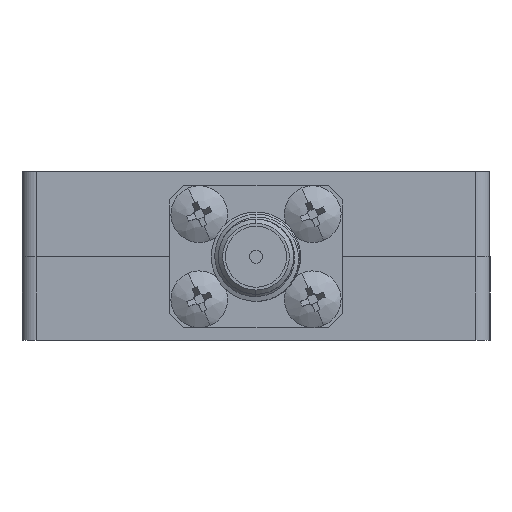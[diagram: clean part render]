
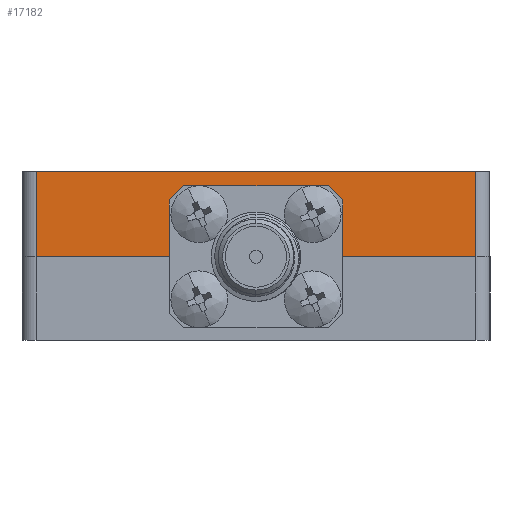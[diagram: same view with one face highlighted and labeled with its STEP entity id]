
A CAD part, left-side view. The second image highlights one B-rep face of the part: STEP entity #17182.
In plain terms, the highlighted planar face has unit normal (-1, 0, 0).
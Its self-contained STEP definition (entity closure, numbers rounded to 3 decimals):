
#157 = EDGE_LOOP ( 'NONE', ( #17628, #41293, #18660, #5550, #48047, #13630, #26799, #20524, #16823, #42872 ) ) ;
#1092 = VECTOR ( 'NONE', #62895, 1000. ) ;
#2886 = CARTESIAN_POINT ( 'NONE',  ( -70.955, 44.084, -2.618 ) ) ;
#3322 = DIRECTION ( 'NONE',  ( 0., -1., 0. ) ) ;
#4120 = VERTEX_POINT ( 'NONE', #62721 ) ;
#4917 = CARTESIAN_POINT ( 'NONE',  ( -70.955, 33.508, -6. ) ) ;
#5269 = CARTESIAN_POINT ( 'NONE',  ( -70.955, -28.46, -5.2 ) ) ;
#5550 = ORIENTED_EDGE ( 'NONE', *, *, #38240, .F. ) ;
#6053 = CARTESIAN_POINT ( 'NONE',  ( -70.955, 64.508, 0. ) ) ;
#6622 = CARTESIAN_POINT ( 'NONE',  ( -70.955, 53.008, -3. ) ) ;
#8401 = DIRECTION ( 'NONE',  ( -1., 0., 0. ) ) ;
#10879 = CARTESIAN_POINT ( 'NONE',  ( -70.955, 52.008, -6. ) ) ;
#11135 = VERTEX_POINT ( 'NONE', #24202 ) ;
#11226 = DIRECTION ( 'NONE',  ( 0., -1., 0. ) ) ;
#11636 = CIRCLE ( 'NONE', #61742, 1. ) ;
#12122 = CARTESIAN_POINT ( 'NONE',  ( -70.955, 64.508, -6. ) ) ;
#12227 = VERTEX_POINT ( 'NONE', #10879 ) ;
#12533 = DIRECTION ( 'NONE',  ( -1., 0., 0. ) ) ;
#12808 = EDGE_CURVE ( 'NONE', #65831, #11135, #22882, .T. ) ;
#13630 = ORIENTED_EDGE ( 'NONE', *, *, #24006, .F. ) ;
#15837 = CIRCLE ( 'NONE', #33275, 1. ) ;
#16526 = FACE_BOUND ( 'NONE', #18129, .T. ) ;
#16823 = ORIENTED_EDGE ( 'NONE', *, *, #12808, .F. ) ;
#17182 = ADVANCED_FACE ( 'NONE', ( #26767, #58129, #16526 ), #42112, .T. ) ;
#17588 = DIRECTION ( 'NONE',  ( 0., 0., 1. ) ) ;
#17628 = ORIENTED_EDGE ( 'NONE', *, *, #21886, .T. ) ;
#17965 = VECTOR ( 'NONE', #43015, 1000. ) ;
#18129 = EDGE_LOOP ( 'NONE', ( #34962, #24982 ) ) ;
#18478 = VECTOR ( 'NONE', #17588, 1000. ) ;
#18554 = CARTESIAN_POINT ( 'NONE',  ( -70.955, 52.084, -2.618 ) ) ;
#18660 = ORIENTED_EDGE ( 'NONE', *, *, #29078, .F. ) ;
#18716 = CARTESIAN_POINT ( 'NONE',  ( -70.955, 52.008, -5.2 ) ) ;
#18977 = EDGE_CURVE ( 'NONE', #11135, #38230, #51531, .T. ) ;
#19458 = EDGE_CURVE ( 'NONE', #23056, #63940, #52792, .T. ) ;
#19568 = ORIENTED_EDGE ( 'NONE', *, *, #57905, .F. ) ;
#20159 = VERTEX_POINT ( 'NONE', #42404 ) ;
#20524 = ORIENTED_EDGE ( 'NONE', *, *, #18977, .F. ) ;
#20550 = LINE ( 'NONE', #50933, #62946 ) ;
#21159 = DIRECTION ( 'NONE',  ( 0., 0., 1. ) ) ;
#21302 = DIRECTION ( 'NONE',  ( -1., 0., 0. ) ) ;
#21856 = CARTESIAN_POINT ( 'NONE',  ( -70.955, 33.508, 0. ) ) ;
#21886 = EDGE_CURVE ( 'NONE', #26469, #63940, #61878, .T. ) ;
#22291 = DIRECTION ( 'NONE',  ( 0., -1., 0. ) ) ;
#22369 = CARTESIAN_POINT ( 'NONE',  ( -70.955, 64.508, 0. ) ) ;
#22882 = LINE ( 'NONE', #53594, #17965 ) ;
#23056 = VERTEX_POINT ( 'NONE', #22369 ) ;
#24006 = EDGE_CURVE ( 'NONE', #62035, #12227, #54858, .T. ) ;
#24202 = CARTESIAN_POINT ( 'NONE',  ( -70.955, 46.008, -6. ) ) ;
#24688 = EDGE_CURVE ( 'NONE', #26469, #65831, #32200, .T. ) ;
#24891 = EDGE_CURVE ( 'NONE', #12227, #28040, #20550, .T. ) ;
#24982 = ORIENTED_EDGE ( 'NONE', *, *, #67171, .F. ) ;
#25817 = EDGE_LOOP ( 'NONE', ( #34195, #19568 ) ) ;
#25893 = VECTOR ( 'NONE', #48234, 1000. ) ;
#26469 = VERTEX_POINT ( 'NONE', #4917 ) ;
#26767 = FACE_OUTER_BOUND ( 'NONE', #157, .T. ) ;
#26799 = ORIENTED_EDGE ( 'NONE', *, *, #52280, .F. ) ;
#27435 = DIRECTION ( 'NONE',  ( -1., 0., 0. ) ) ;
#28040 = VERTEX_POINT ( 'NONE', #56737 ) ;
#28261 = CARTESIAN_POINT ( 'NONE',  ( -70.955, 45.008, -3. ) ) ;
#28932 = AXIS2_PLACEMENT_3D ( 'NONE', #43579, #12533, #32332 ) ;
#29078 = EDGE_CURVE ( 'NONE', #65139, #23056, #48285, .T. ) ;
#32200 = LINE ( 'NONE', #53358, #25893 ) ;
#32202 = DIRECTION ( 'NONE',  ( 0., 0., 1. ) ) ;
#32332 = DIRECTION ( 'NONE',  ( 0., -1., 0. ) ) ;
#32621 = VECTOR ( 'NONE', #61701, 1000. ) ;
#32885 = CARTESIAN_POINT ( 'NONE',  ( -70.955, 64.508, -10. ) ) ;
#33275 = AXIS2_PLACEMENT_3D ( 'NONE', #65369, #8401, #11226 ) ;
#33700 = DIRECTION ( 'NONE',  ( -1., 0., 0. ) ) ;
#33841 = VERTEX_POINT ( 'NONE', #2886 ) ;
#34195 = ORIENTED_EDGE ( 'NONE', *, *, #35663, .F. ) ;
#34962 = ORIENTED_EDGE ( 'NONE', *, *, #37449, .F. ) ;
#35663 = EDGE_CURVE ( 'NONE', #59205, #4120, #15837, .T. ) ;
#36794 = CIRCLE ( 'NONE', #56421, 1. ) ;
#37449 = EDGE_CURVE ( 'NONE', #33841, #20159, #58319, .T. ) ;
#38079 = VECTOR ( 'NONE', #21159, 1000. ) ;
#38230 = VERTEX_POINT ( 'NONE', #43072 ) ;
#38240 = EDGE_CURVE ( 'NONE', #28040, #65139, #57424, .T. ) ;
#39420 = CARTESIAN_POINT ( 'NONE',  ( -70.955, 64.508, -10. ) ) ;
#41121 = LINE ( 'NONE', #5269, #43606 ) ;
#41293 = ORIENTED_EDGE ( 'NONE', *, *, #19458, .F. ) ;
#41355 = DIRECTION ( 'NONE',  ( 0., 1., 0. ) ) ;
#41866 = CARTESIAN_POINT ( 'NONE',  ( -70.955, 52.008, -5.2 ) ) ;
#42112 = PLANE ( 'NONE',  #54245 ) ;
#42404 = CARTESIAN_POINT ( 'NONE',  ( -70.955, 45.932, -3.382 ) ) ;
#42872 = ORIENTED_EDGE ( 'NONE', *, *, #24688, .F. ) ;
#43015 = DIRECTION ( 'NONE',  ( 0., 1., 0. ) ) ;
#43072 = CARTESIAN_POINT ( 'NONE',  ( -70.955, 46.008, -5.2 ) ) ;
#43579 = CARTESIAN_POINT ( 'NONE',  ( -70.955, 45.008, -3. ) ) ;
#43606 = VECTOR ( 'NONE', #57130, 1000. ) ;
#47534 = CARTESIAN_POINT ( 'NONE',  ( -70.955, 64.508, -6. ) ) ;
#48047 = ORIENTED_EDGE ( 'NONE', *, *, #24891, .F. ) ;
#48234 = DIRECTION ( 'NONE',  ( 0., 1., 0. ) ) ;
#48285 = LINE ( 'NONE', #39420, #18478 ) ;
#49753 = VECTOR ( 'NONE', #60654, 1000. ) ;
#50933 = CARTESIAN_POINT ( 'NONE',  ( -70.955, 64.508, -6. ) ) ;
#51531 = LINE ( 'NONE', #63465, #38079 ) ;
#51629 = CARTESIAN_POINT ( 'NONE',  ( -70.955, 33.508, -10. ) ) ;
#52280 = EDGE_CURVE ( 'NONE', #38230, #62035, #41121, .T. ) ;
#52792 = LINE ( 'NONE', #6053, #32621 ) ;
#53358 = CARTESIAN_POINT ( 'NONE',  ( -70.955, 64.508, -6. ) ) ;
#53594 = CARTESIAN_POINT ( 'NONE',  ( -70.955, 64.508, -6. ) ) ;
#54245 = AXIS2_PLACEMENT_3D ( 'NONE', #32885, #21302, #32202 ) ;
#54858 = LINE ( 'NONE', #18716, #49753 ) ;
#56340 = CARTESIAN_POINT ( 'NONE',  ( -70.955, 43.908, -6. ) ) ;
#56421 = AXIS2_PLACEMENT_3D ( 'NONE', #28261, #33700, #3322 ) ;
#56737 = CARTESIAN_POINT ( 'NONE',  ( -70.955, 54.108, -6. ) ) ;
#57130 = DIRECTION ( 'NONE',  ( 0., 1., 0. ) ) ;
#57424 = LINE ( 'NONE', #47534, #59489 ) ;
#57905 = EDGE_CURVE ( 'NONE', #4120, #59205, #11636, .T. ) ;
#58092 = DIRECTION ( 'NONE',  ( 0., 1., 0. ) ) ;
#58129 = FACE_BOUND ( 'NONE', #25817, .T. ) ;
#58319 = CIRCLE ( 'NONE', #28932, 1. ) ;
#59205 = VERTEX_POINT ( 'NONE', #18554 ) ;
#59489 = VECTOR ( 'NONE', #58092, 1000. ) ;
#60654 = DIRECTION ( 'NONE',  ( 0., 0., -1. ) ) ;
#61701 = DIRECTION ( 'NONE',  ( 0., -1., 0. ) ) ;
#61742 = AXIS2_PLACEMENT_3D ( 'NONE', #6622, #27435, #22291 ) ;
#61878 = LINE ( 'NONE', #51629, #1092 ) ;
#62035 = VERTEX_POINT ( 'NONE', #41866 ) ;
#62721 = CARTESIAN_POINT ( 'NONE',  ( -70.955, 53.932, -3.382 ) ) ;
#62895 = DIRECTION ( 'NONE',  ( 0., 0., 1. ) ) ;
#62946 = VECTOR ( 'NONE', #41355, 1000. ) ;
#63465 = CARTESIAN_POINT ( 'NONE',  ( -70.955, 46.008, -5.2 ) ) ;
#63940 = VERTEX_POINT ( 'NONE', #21856 ) ;
#65139 = VERTEX_POINT ( 'NONE', #12122 ) ;
#65369 = CARTESIAN_POINT ( 'NONE',  ( -70.955, 53.008, -3. ) ) ;
#65831 = VERTEX_POINT ( 'NONE', #56340 ) ;
#67171 = EDGE_CURVE ( 'NONE', #20159, #33841, #36794, .T. ) ;
